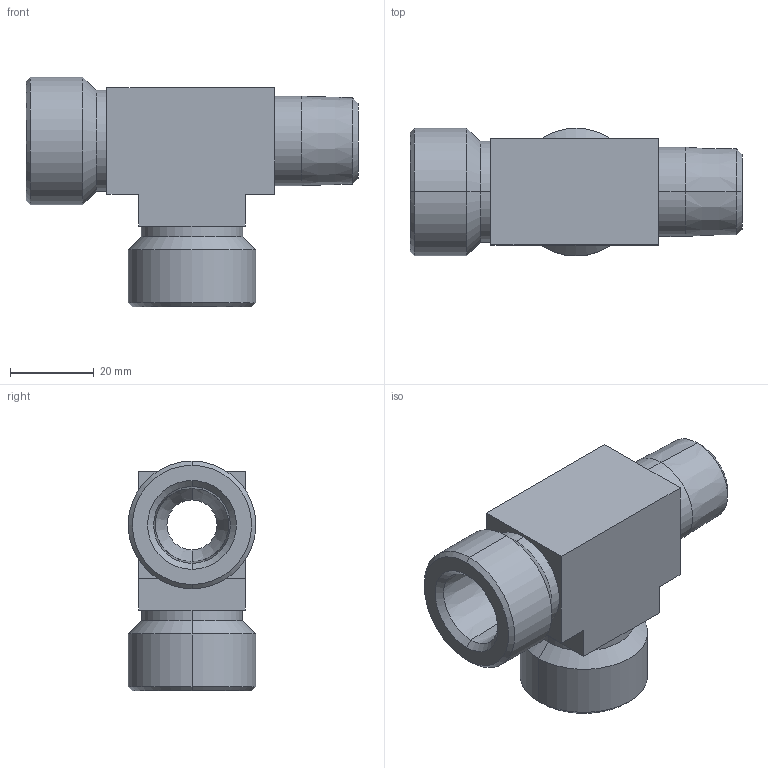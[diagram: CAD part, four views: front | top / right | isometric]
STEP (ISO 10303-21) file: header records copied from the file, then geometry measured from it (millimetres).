
FILE_DESCRIPTION(('starvars output'),'2;1');
FILE_NAME('cv20200409150915000022942.stp','15:09:15 2020/04/09',( 'Thomas Industrial Network Germany GmbH'),( 'Thomas Industrial Network Germany GmbH'),'unknown preprocess','ACIS' ,'unknown authorization');
FILE_SCHEMA(('CONFIG_CONTROL_DESIGN {UNKNOWN IMPLEMENTATION LEVEL}'));
Length unit declared in the file: millimetre
Products named in the file (1): PRODUCT_ID_1
Bounding box: 79.25 x 30.48 x 54.86 mm (x, y, z)
Volume: 39636.8 mm3; surface area: 16341.6 mm2
Topology: 1 solids, 1 shells, 51 faces, 112 edges, 65 vertices
Faces by surface type: cone 22, cylinder 16, plane 13
Entity records: 1244 total; most frequent: ORIENTED_EDGE 224, CARTESIAN_POINT 181, DIRECTION 172, EDGE_CURVE 112, VERTEX_POINT 65, VECTOR 60, LINE 60, EDGE_LOOP 57
